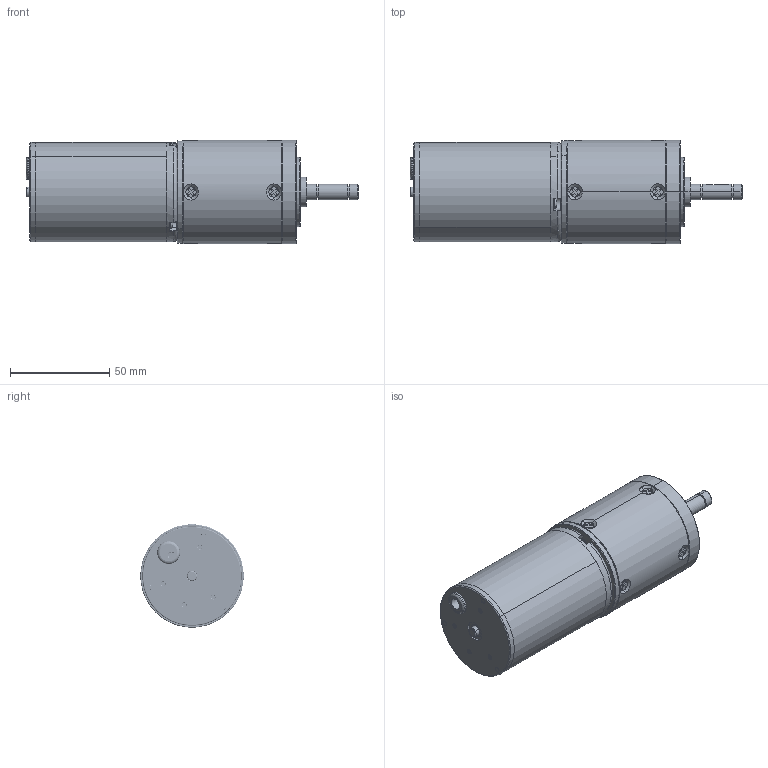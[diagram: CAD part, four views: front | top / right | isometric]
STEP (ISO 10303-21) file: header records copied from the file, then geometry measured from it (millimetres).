
FILE_DESCRIPTION((''),'2;1');
FILE_NAME('52RP-000-000_ASM','2024-07-16T',('86157'),(''),'PRO/ENGINEER BY PARAMETRIC TECHNOLOGY CORPORATION, 2010280','PRO/ENGINEER BY PARAMETRIC TECHNOLOGY CORPORATION, 2010280','');
FILE_SCHEMA(('CONFIG_CONTROL_DESIGN'));
Products named in the file (26): 52RP-003_AF0; 61902-ZZ_AF0; 61902-ZZ_AF1; 52RP-005-12_AF0; 52RP-000-1_AF0_ASM; 52RP-002-3B_AF0; 52RP-004-ZHOU_AF0; 52RP-005-11_AF0; 52RP-005-11; 52RP-005-11_AF1; 52RP-000-2-ZHOU_AF0_ASM; 52RP-000-3_AF0_ASM; 52RP-001_AF0; M3-70____; 5-93__; 5074____-14156; PRODUCT_4140; 625ZZ; 5074____-14387; 5074____-33422; BL5074-3D_ASM; _DM-BL5074; DM-BL5074_ASM; 52RP-000-5_AF0_ASM; DM080P351001; 52RP-000-000_ASM
Assembly tree (36 placements, depth 5):
  52RP-000-000_ASM
    52RP-000-3_AF0_ASM
      52RP-000-1_AF0_ASM
        52RP-003_AF0
        61902-ZZ_AF0
        61902-ZZ_AF1
        52RP-005-12_AF0
      52RP-002-3B_AF0
      52RP-000-2-ZHOU_AF0_ASM
        52RP-004-ZHOU_AF0
        52RP-005-11_AF0
        52RP-005-11  x2
        52RP-005-11_AF1
    52RP-000-5_AF0_ASM
      52RP-001_AF0
      DM-BL5074_ASM
        BL5074-3D_ASM
          M3-70____  x3
          5-93__
          5074____-14156
          PRODUCT_4140
          625ZZ  x2
          5074____-14387
          5074____-33422
        _DM-BL5074
    DM080P351001  x8
Bounding box: 167 x 52 x 52 mm (x, y, z)
Volume: 124804.2 mm3; surface area: 85321.3 mm2
Topology: 29 solids, 42 shells, 1796 faces, 4718 edges, 3020 vertices
Faces by surface type: cylinder 1046, plane 295, cone 158, torus 128, extrusion 96, bspline 73
Entity records: 95493 total; most frequent: CARTESIAN_POINT 61207, ORIENTED_EDGE 7524, DIRECTION 6277, EDGE_CURVE 3792, VERTEX_POINT 2452, AXIS2_PLACEMENT_3D 2417, EDGE_LOOP 1561, B_SPLINE_CURVE_WITH_KNOTS 1482
